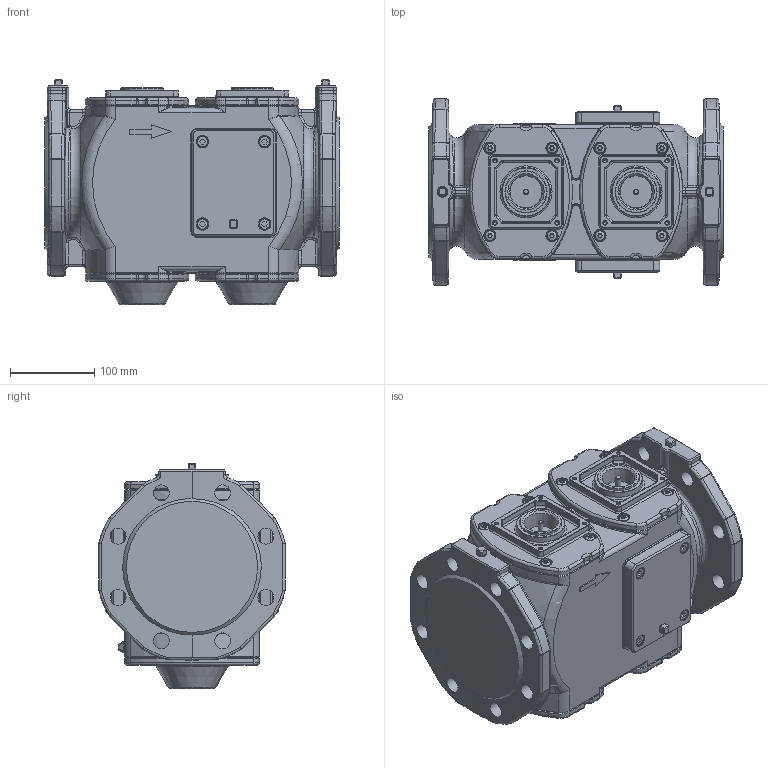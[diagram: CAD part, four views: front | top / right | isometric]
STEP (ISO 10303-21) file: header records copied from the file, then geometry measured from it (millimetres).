
FILE_DESCRIPTION(/* description */ (''),/* implementation_level */ '2;1');
FILE_NAME(/* name */ 'A5W00028622_02.stp',/* time_stamp */ '2018-07-02T11:18:47+02:00',/* author */ (''),/* organization */ (''),/* preprocessor_version */ 'ST-DEVELOPER v16',/* originating_system */ 'SIEMENS PLM Software NX 10.0',/* authorisation */ '');
FILE_SCHEMA (('AUTOMOTIVE_DESIGN { 1 0 10303 214 3 1 1 1 }'));
Products named in the file (1): Gant1A3883FE8cu3
Bounding box: 350 x 222 x 267.8 mm (x, y, z)
Volume: 11569785.7 mm3; surface area: 484645 mm2
Topology: 1 solids, 1 shells, 1796 faces, 4407 edges, 2638 vertices
Faces by surface type: cylinder 768, plane 361, bspline 210, cone 193, torus 160, sphere 104
Full cylindrical faces by diameter (mm): 4.351 x8, 6 x4, 13 x24, 14 x24, 19 x16, 50 x2
Entity records: 58634 total; most frequent: CARTESIAN_POINT 19277, DIRECTION 8216, ORIENTED_EDGE 8034, EDGE_CURVE 4017, AXIS2_PLACEMENT_3D 3384, VERTEX_POINT 2531, EDGE_LOOP 2126, ADVANCED_FACE 1796
